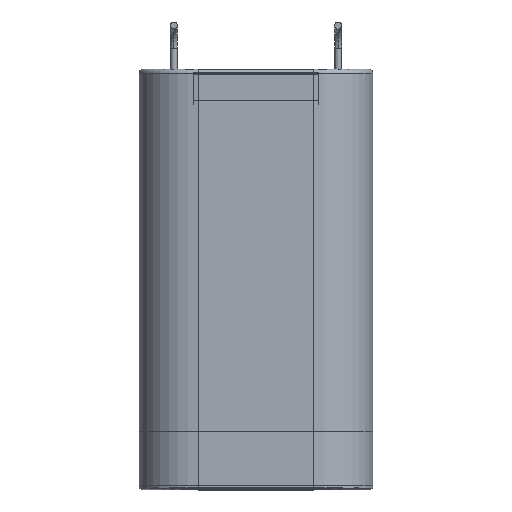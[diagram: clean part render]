
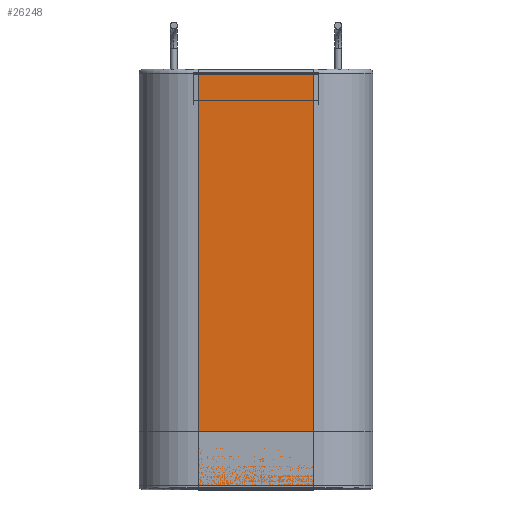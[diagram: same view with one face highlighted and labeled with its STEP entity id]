
A CAD part, top view. The second image highlights one B-rep face of the part: STEP entity #26248.
In plain terms, the highlighted planar face has unit normal (0, 0, 1).
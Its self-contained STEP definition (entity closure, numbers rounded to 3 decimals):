
#803 = DIRECTION ( 'NONE',  ( 0., 1., 0. ) ) ;
#4649 = DIRECTION ( 'NONE',  ( 0., 0., -1. ) ) ;
#5542 = VECTOR ( 'NONE', #20651, 1000. ) ;
#5799 = CARTESIAN_POINT ( 'NONE',  ( 4.15, -29.351, 4.25 ) ) ;
#5989 = LINE ( 'NONE', #24606, #21819 ) ;
#6974 = CARTESIAN_POINT ( 'NONE',  ( -4.15, -29.351, 4.25 ) ) ;
#8761 = DIRECTION ( 'NONE',  ( 1., 0., 0. ) ) ;
#10467 = PLANE ( 'NONE',  #35886 ) ;
#11274 = VERTEX_POINT ( 'NONE', #19850 ) ;
#13264 = EDGE_LOOP ( 'NONE', ( #29300, #32769, #21117, #16236 ) ) ;
#13405 = LINE ( 'NONE', #14631, #5542 ) ;
#14631 = CARTESIAN_POINT ( 'NONE',  ( 4.15, 0.449, 4.25 ) ) ;
#16236 = ORIENTED_EDGE ( 'NONE', *, *, #30921, .T. ) ;
#19850 = CARTESIAN_POINT ( 'NONE',  ( -4.15, 0.249, 4.25 ) ) ;
#20651 = DIRECTION ( 'NONE',  ( 0., 1., 0. ) ) ;
#20931 = VECTOR ( 'NONE', #22817, 1000. ) ;
#21093 = EDGE_CURVE ( 'NONE', #27766, #36499, #13405, .T. ) ;
#21117 = ORIENTED_EDGE ( 'NONE', *, *, #38597, .F. ) ;
#21255 = CARTESIAN_POINT ( 'NONE',  ( 4.15, 0.249, 4.25 ) ) ;
#21819 = VECTOR ( 'NONE', #803, 1000. ) ;
#22440 = CARTESIAN_POINT ( 'NONE',  ( -4.15, 0.449, 4.25 ) ) ;
#22546 = LINE ( 'NONE', #5799, #37480 ) ;
#22817 = DIRECTION ( 'NONE',  ( -1., 0., 0. ) ) ;
#24606 = CARTESIAN_POINT ( 'NONE',  ( -4.15, 0.449, 4.25 ) ) ;
#25454 = DIRECTION ( 'NONE',  ( 0., 1., 0. ) ) ;
#26248 = ADVANCED_FACE ( 'NONE', ( #29354 ), #10467, .F. ) ;
#26384 = EDGE_CURVE ( 'NONE', #36499, #11274, #37689, .T. ) ;
#27766 = VERTEX_POINT ( 'NONE', #33336 ) ;
#29269 = VERTEX_POINT ( 'NONE', #6974 ) ;
#29300 = ORIENTED_EDGE ( 'NONE', *, *, #21093, .T. ) ;
#29354 = FACE_OUTER_BOUND ( 'NONE', #13264, .T. ) ;
#30921 = EDGE_CURVE ( 'NONE', #29269, #27766, #22546, .T. ) ;
#31728 = CARTESIAN_POINT ( 'NONE',  ( -4.15, 0.249, 4.25 ) ) ;
#32769 = ORIENTED_EDGE ( 'NONE', *, *, #26384, .T. ) ;
#33336 = CARTESIAN_POINT ( 'NONE',  ( 4.15, -29.351, 4.25 ) ) ;
#35886 = AXIS2_PLACEMENT_3D ( 'NONE', #22440, #4649, #25454 ) ;
#36499 = VERTEX_POINT ( 'NONE', #21255 ) ;
#37480 = VECTOR ( 'NONE', #8761, 1000. ) ;
#37689 = LINE ( 'NONE', #31728, #20931 ) ;
#38597 = EDGE_CURVE ( 'NONE', #29269, #11274, #5989, .T. ) ;
